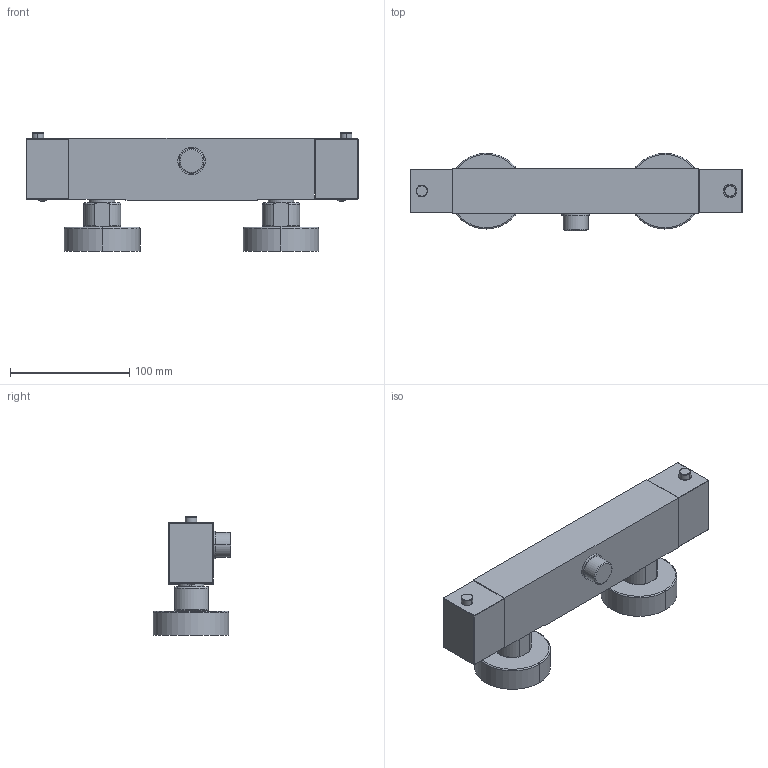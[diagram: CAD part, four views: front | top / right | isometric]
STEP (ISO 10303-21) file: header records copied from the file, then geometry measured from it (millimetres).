
FILE_DESCRIPTION((''),'2;1');
FILE_NAME('LEQ268CR','2021-01-14T13:45:33',('ut3'),('PAFFONI SpA'),'CREO PARAMETRIC BY PTC INC, 2020044','CREO PARAMETRIC BY PTC INC, 2020044','');
FILE_SCHEMA(('CONFIG_CONTROL_DESIGN','SHAPE_APPEARANCE_LAYERS_GROUPS'));
Length unit declared in the file: millimetre
Products named in the file (1): LEQ268CR
Bounding box: 278.55 x 65 x 99.25 mm (x, y, z)
Volume: 645016.3 mm3; surface area: 94539.1 mm2
Topology: 4 solids, 4 shells, 352 faces, 853 edges, 533 vertices
Faces by surface type: plane 199, cylinder 97, cone 30, torus 18, sphere 4, bspline 4
Entity records: 14324 total; most frequent: CARTESIAN_POINT 3642, DIRECTION 1705, ORIENTED_EDGE 1694, EDGE_CURVE 847, AXIS2_PLACEMENT_3D 634, VERTEX_POINT 533, VECTOR 437, LINE 437
